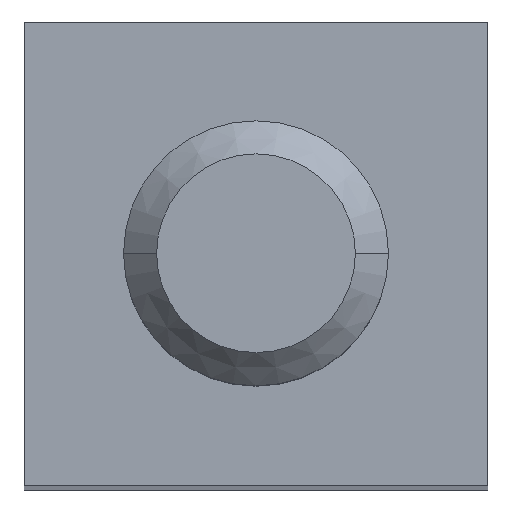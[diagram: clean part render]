
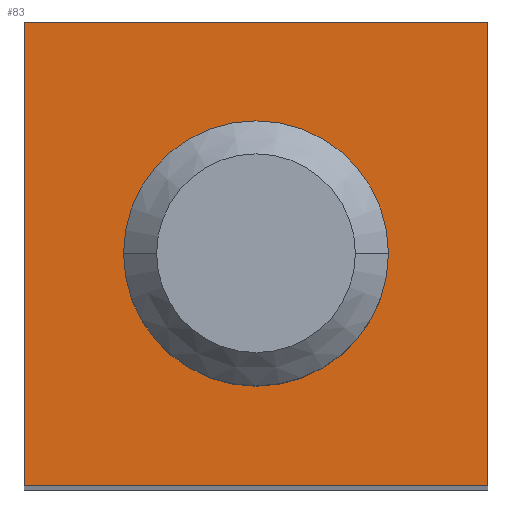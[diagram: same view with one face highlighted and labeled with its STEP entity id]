
A CAD part, top view. The second image highlights one B-rep face of the part: STEP entity #83.
In plain terms, the highlighted planar face has unit normal (0, 0, 1).
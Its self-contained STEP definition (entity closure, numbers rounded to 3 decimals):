
#11 = FACE_BOUND ( 'NONE', #254, .T. ) ;
#83 = ADVANCED_FACE ( 'NONE', ( #425, #11 ), #576, .F. ) ;
#89 = VERTEX_POINT ( 'NONE', #399 ) ;
#96 = CARTESIAN_POINT ( 'NONE',  ( 0., 0., 75. ) ) ;
#102 = DIRECTION ( 'NONE',  ( 0., 1., 0. ) ) ;
#108 = DIRECTION ( 'NONE',  ( -1., 0., 0. ) ) ;
#109 = EDGE_CURVE ( 'NONE', #89, #382, #496, .T. ) ;
#141 = CIRCLE ( 'NONE', #600, 3.2 ) ;
#157 = ORIENTED_EDGE ( 'NONE', *, *, #109, .T. ) ;
#173 = CARTESIAN_POINT ( 'NONE',  ( -7., 7., 75. ) ) ;
#180 = EDGE_LOOP ( 'NONE', ( #306, #157, #201, #429 ) ) ;
#181 = VERTEX_POINT ( 'NONE', #570 ) ;
#195 = EDGE_CURVE ( 'NONE', #255, #89, #239, .T. ) ;
#200 = LINE ( 'NONE', #301, #574 ) ;
#201 = ORIENTED_EDGE ( 'NONE', *, *, #368, .T. ) ;
#214 = ORIENTED_EDGE ( 'NONE', *, *, #462, .T. ) ;
#218 = DIRECTION ( 'NONE',  ( 0., 0., -1. ) ) ;
#239 = LINE ( 'NONE', #528, #378 ) ;
#243 = DIRECTION ( 'NONE',  ( 1., 0., 0. ) ) ;
#251 = VECTOR ( 'NONE', #261, 1000. ) ;
#254 = EDGE_LOOP ( 'NONE', ( #355, #214 ) ) ;
#255 = VERTEX_POINT ( 'NONE', #564 ) ;
#261 = DIRECTION ( 'NONE',  ( 0., -1., 0. ) ) ;
#278 = DIRECTION ( 'NONE',  ( 0., 0., -1. ) ) ;
#301 = CARTESIAN_POINT ( 'NONE',  ( -7., -7., 75. ) ) ;
#306 = ORIENTED_EDGE ( 'NONE', *, *, #195, .T. ) ;
#340 = CIRCLE ( 'NONE', #408, 3.2 ) ;
#343 = CARTESIAN_POINT ( 'NONE',  ( -7., -7., 75. ) ) ;
#346 = DIRECTION ( 'NONE',  ( -1., 0., 0. ) ) ;
#355 = ORIENTED_EDGE ( 'NONE', *, *, #518, .T. ) ;
#368 = EDGE_CURVE ( 'NONE', #382, #441, #541, .T. ) ;
#378 = VECTOR ( 'NONE', #102, 1000. ) ;
#382 = VERTEX_POINT ( 'NONE', #489 ) ;
#387 = CARTESIAN_POINT ( 'NONE',  ( 0., 0., 75. ) ) ;
#399 = CARTESIAN_POINT ( 'NONE',  ( 7., 7., 75. ) ) ;
#408 = AXIS2_PLACEMENT_3D ( 'NONE', #387, #218, #108 ) ;
#418 = AXIS2_PLACEMENT_3D ( 'NONE', #487, #594, #586 ) ;
#425 = FACE_OUTER_BOUND ( 'NONE', #180, .T. ) ;
#429 = ORIENTED_EDGE ( 'NONE', *, *, #431, .T. ) ;
#431 = EDGE_CURVE ( 'NONE', #441, #255, #200, .T. ) ;
#441 = VERTEX_POINT ( 'NONE', #343 ) ;
#462 = EDGE_CURVE ( 'NONE', #181, #584, #340, .T. ) ;
#487 = CARTESIAN_POINT ( 'NONE',  ( 0., 0., 75. ) ) ;
#489 = CARTESIAN_POINT ( 'NONE',  ( -7., 7., 75. ) ) ;
#496 = LINE ( 'NONE', #173, #585 ) ;
#497 = CARTESIAN_POINT ( 'NONE',  ( -7., -7., 75. ) ) ;
#511 = DIRECTION ( 'NONE',  ( -1., 0., 0. ) ) ;
#518 = EDGE_CURVE ( 'NONE', #584, #181, #141, .T. ) ;
#528 = CARTESIAN_POINT ( 'NONE',  ( 7., -7., 75. ) ) ;
#541 = LINE ( 'NONE', #497, #251 ) ;
#562 = CARTESIAN_POINT ( 'NONE',  ( -3.2, 0., 75. ) ) ;
#564 = CARTESIAN_POINT ( 'NONE',  ( 7., -7., 75. ) ) ;
#570 = CARTESIAN_POINT ( 'NONE',  ( 3.2, 0., 75. ) ) ;
#574 = VECTOR ( 'NONE', #243, 1000. ) ;
#576 = PLANE ( 'NONE',  #418 ) ;
#584 = VERTEX_POINT ( 'NONE', #562 ) ;
#585 = VECTOR ( 'NONE', #346, 1000. ) ;
#586 = DIRECTION ( 'NONE',  ( -1., 0., 0. ) ) ;
#594 = DIRECTION ( 'NONE',  ( 0., 0., -1. ) ) ;
#600 = AXIS2_PLACEMENT_3D ( 'NONE', #96, #278, #511 ) ;
